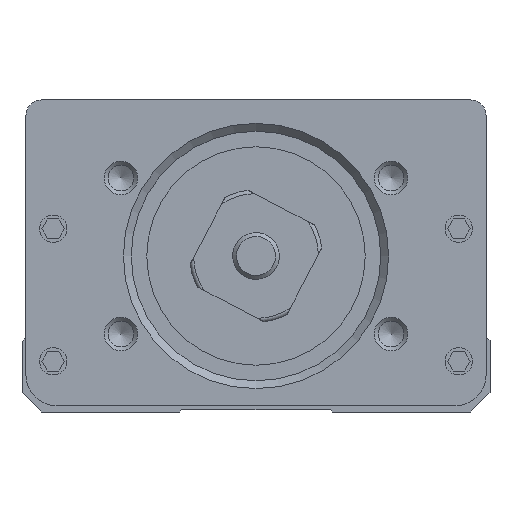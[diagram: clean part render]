
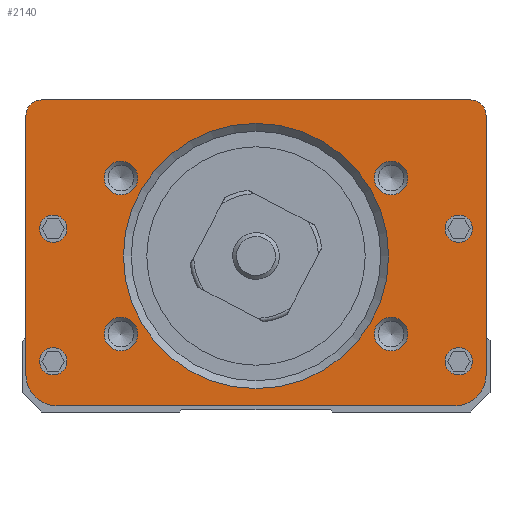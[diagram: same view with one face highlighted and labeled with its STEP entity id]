
A CAD part, front view. The second image highlights one B-rep face of the part: STEP entity #2140.
In plain terms, the highlighted face is planar.
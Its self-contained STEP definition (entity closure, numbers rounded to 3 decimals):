
#604=FACE_BOUND('',#4499,.T.);
#605=FACE_BOUND('',#4500,.T.);
#606=FACE_BOUND('',#4501,.T.);
#607=FACE_BOUND('',#4502,.T.);
#608=FACE_BOUND('',#4503,.T.);
#609=FACE_BOUND('',#4504,.T.);
#610=FACE_BOUND('',#4505,.T.);
#611=FACE_BOUND('',#4506,.T.);
#612=FACE_BOUND('',#4507,.T.);
#613=FACE_BOUND('',#4508,.T.);
#1451=CIRCLE('',#17111,4.);
#1453=CIRCLE('',#17115,4.);
#1464=CIRCLE('',#17139,2.);
#1465=CIRCLE('',#17141,2.);
#1467=CIRCLE('',#17145,2.15);
#1468=CIRCLE('',#17146,2.15);
#1469=CIRCLE('',#17147,2.15);
#1470=CIRCLE('',#17148,2.15);
#1471=CIRCLE('',#17149,17.);
#1472=CIRCLE('',#17150,1.75);
#1473=CIRCLE('',#17151,1.75);
#1474=CIRCLE('',#17152,1.75);
#1475=CIRCLE('',#17153,1.75);
#2140=ADVANCED_FACE('',(#604,#605,#606,#607,#608,#609,#610,#611,#612,#613),
#2959,.F.);
#2959=PLANE('',#17154);
#4499=EDGE_LOOP('',(#7166));
#4500=EDGE_LOOP('',(#7167));
#4501=EDGE_LOOP('',(#7168));
#4502=EDGE_LOOP('',(#7169));
#4503=EDGE_LOOP('',(#7170));
#4504=EDGE_LOOP('',(#7171));
#4505=EDGE_LOOP('',(#7172));
#4506=EDGE_LOOP('',(#7173));
#4507=EDGE_LOOP('',(#7174));
#4508=EDGE_LOOP('',(#7175,#7176,#7177,#7178,#7179,#7180,#7181,#7182));
#7166=ORIENTED_EDGE('',*,*,#12314,.T.);
#7167=ORIENTED_EDGE('',*,*,#12315,.T.);
#7168=ORIENTED_EDGE('',*,*,#12316,.T.);
#7169=ORIENTED_EDGE('',*,*,#12317,.T.);
#7170=ORIENTED_EDGE('',*,*,#12318,.T.);
#7171=ORIENTED_EDGE('',*,*,#12319,.T.);
#7172=ORIENTED_EDGE('',*,*,#12320,.T.);
#7173=ORIENTED_EDGE('',*,*,#12321,.T.);
#7174=ORIENTED_EDGE('',*,*,#12322,.T.);
#7175=ORIENTED_EDGE('',*,*,#12297,.F.);
#7176=ORIENTED_EDGE('',*,*,#12251,.F.);
#7177=ORIENTED_EDGE('',*,*,#12272,.F.);
#7178=ORIENTED_EDGE('',*,*,#12312,.F.);
#7179=ORIENTED_EDGE('',*,*,#12207,.F.);
#7180=ORIENTED_EDGE('',*,*,#12311,.F.);
#7181=ORIENTED_EDGE('',*,*,#12270,.F.);
#7182=ORIENTED_EDGE('',*,*,#12259,.F.);
#10420=VERTEX_POINT('',#24903);
#10421=VERTEX_POINT('',#24905);
#10461=VERTEX_POINT('',#24991);
#10462=VERTEX_POINT('',#24993);
#10469=VERTEX_POINT('',#25009);
#10470=VERTEX_POINT('',#25011);
#10475=VERTEX_POINT('',#25024);
#10479=VERTEX_POINT('',#25035);
#10504=VERTEX_POINT('',#25116);
#10505=VERTEX_POINT('',#25118);
#10506=VERTEX_POINT('',#25120);
#10507=VERTEX_POINT('',#25122);
#10508=VERTEX_POINT('',#25124);
#10509=VERTEX_POINT('',#25126);
#10510=VERTEX_POINT('',#25128);
#10511=VERTEX_POINT('',#25130);
#10512=VERTEX_POINT('',#25132);
#12207=EDGE_CURVE('',#10420,#10421,#14105,.T.);
#12251=EDGE_CURVE('',#10461,#10462,#1451,.T.);
#12259=EDGE_CURVE('',#10469,#10470,#1453,.T.);
#12270=EDGE_CURVE('',#10470,#10475,#14151,.T.);
#12272=EDGE_CURVE('',#10479,#10461,#14153,.T.);
#12297=EDGE_CURVE('',#10462,#10469,#14173,.T.);
#12311=EDGE_CURVE('',#10475,#10420,#1464,.T.);
#12312=EDGE_CURVE('',#10421,#10479,#1465,.T.);
#12314=EDGE_CURVE('',#10504,#10504,#1467,.T.);
#12315=EDGE_CURVE('',#10505,#10505,#1468,.T.);
#12316=EDGE_CURVE('',#10506,#10506,#1469,.T.);
#12317=EDGE_CURVE('',#10507,#10507,#1470,.T.);
#12318=EDGE_CURVE('',#10508,#10508,#1471,.T.);
#12319=EDGE_CURVE('',#10509,#10509,#1472,.T.);
#12320=EDGE_CURVE('',#10510,#10510,#1473,.T.);
#12321=EDGE_CURVE('',#10511,#10511,#1474,.T.);
#12322=EDGE_CURVE('',#10512,#10512,#1475,.T.);
#14105=LINE('',#24904,#15592);
#14151=LINE('',#25032,#15638);
#14153=LINE('',#25036,#15640);
#14173=LINE('',#25086,#15660);
#15592=VECTOR('',#19879,1.);
#15638=VECTOR('',#19973,1.);
#15640=VECTOR('',#19977,1.);
#15660=VECTOR('',#20023,1.);
#17111=AXIS2_PLACEMENT_3D('',#24992,#19943,#19944);
#17115=AXIS2_PLACEMENT_3D('',#25010,#19957,#19958);
#17139=AXIS2_PLACEMENT_3D('',#25109,#20046,#20047);
#17141=AXIS2_PLACEMENT_3D('',#25111,#20050,#20051);
#17145=AXIS2_PLACEMENT_3D('',#25115,#20058,#20059);
#17146=AXIS2_PLACEMENT_3D('',#25117,#20060,#20061);
#17147=AXIS2_PLACEMENT_3D('',#25119,#20062,#20063);
#17148=AXIS2_PLACEMENT_3D('',#25121,#20064,#20065);
#17149=AXIS2_PLACEMENT_3D('',#25123,#20066,#20067);
#17150=AXIS2_PLACEMENT_3D('',#25125,#20068,#20069);
#17151=AXIS2_PLACEMENT_3D('',#25127,#20070,#20071);
#17152=AXIS2_PLACEMENT_3D('',#25129,#20072,#20073);
#17153=AXIS2_PLACEMENT_3D('',#25131,#20074,#20075);
#17154=AXIS2_PLACEMENT_3D('',#25133,#20076,#20077);
#19879=DIRECTION('',(1.,0.,0.));
#19943=DIRECTION('',(0.,1.,0.));
#19944=DIRECTION('',(1.,0.,0.));
#19957=DIRECTION('',(0.,1.,0.));
#19958=DIRECTION('',(1.,0.,0.));
#19973=DIRECTION('',(0.,0.,1.));
#19977=DIRECTION('',(0.,0.,-1.));
#20023=DIRECTION('',(-1.,0.,0.));
#20046=DIRECTION('',(0.,1.,0.));
#20047=DIRECTION('',(0.,0.,1.));
#20050=DIRECTION('',(0.,1.,0.));
#20051=DIRECTION('',(0.,0.,1.));
#20058=DIRECTION('',(0.,1.,0.));
#20059=DIRECTION('',(0.,0.,1.));
#20060=DIRECTION('',(0.,1.,0.));
#20061=DIRECTION('',(0.,0.,1.));
#20062=DIRECTION('',(0.,1.,0.));
#20063=DIRECTION('',(0.,0.,1.));
#20064=DIRECTION('',(0.,1.,0.));
#20065=DIRECTION('',(0.,0.,1.));
#20066=DIRECTION('',(0.,1.,0.));
#20067=DIRECTION('',(0.,0.,1.));
#20068=DIRECTION('',(0.,1.,0.));
#20069=DIRECTION('',(0.,0.,1.));
#20070=DIRECTION('',(0.,1.,0.));
#20071=DIRECTION('',(0.,0.,1.));
#20072=DIRECTION('',(0.,1.,0.));
#20073=DIRECTION('',(0.,0.,1.));
#20074=DIRECTION('',(0.,1.,0.));
#20075=DIRECTION('',(0.,0.,1.));
#20076=DIRECTION('',(0.,1.,0.));
#20077=DIRECTION('',(0.,0.,-1.));
#24903=CARTESIAN_POINT('',(-27.5,-130.762,38.));
#24904=CARTESIAN_POINT('',(-25.5,-130.762,38.));
#24905=CARTESIAN_POINT('',(27.5,-130.762,38.));
#24991=CARTESIAN_POINT('',(29.5,-130.762,2.8));
#24992=CARTESIAN_POINT('',(25.5,-130.762,2.8));
#24993=CARTESIAN_POINT('',(25.5,-130.762,-1.2));
#25009=CARTESIAN_POINT('',(-25.5,-130.762,-1.2));
#25010=CARTESIAN_POINT('',(-25.5,-130.762,2.8));
#25011=CARTESIAN_POINT('',(-29.5,-130.762,2.8));
#25024=CARTESIAN_POINT('',(-29.5,-130.762,36.));
#25032=CARTESIAN_POINT('',(-29.5,-130.762,2.8));
#25035=CARTESIAN_POINT('',(29.5,-130.762,36.));
#25036=CARTESIAN_POINT('',(29.5,-130.762,39.));
#25086=CARTESIAN_POINT('',(25.5,-130.762,-1.2));
#25109=CARTESIAN_POINT('',(-27.5,-130.762,36.));
#25111=CARTESIAN_POINT('',(27.5,-130.762,36.));
#25115=CARTESIAN_POINT('',(-17.321,-130.762,28.));
#25116=CARTESIAN_POINT('',(-17.321,-130.762,30.15));
#25117=CARTESIAN_POINT('',(17.321,-130.762,8.));
#25118=CARTESIAN_POINT('',(17.321,-130.762,10.15));
#25119=CARTESIAN_POINT('',(17.321,-130.762,28.));
#25120=CARTESIAN_POINT('',(17.321,-130.762,30.15));
#25121=CARTESIAN_POINT('',(-17.321,-130.762,8.));
#25122=CARTESIAN_POINT('',(-17.321,-130.762,10.15));
#25123=CARTESIAN_POINT('',(0.,-130.762,18.));
#25124=CARTESIAN_POINT('',(0.,-130.762,35.));
#25125=CARTESIAN_POINT('',(-26.,-130.762,21.5));
#25126=CARTESIAN_POINT('',(-26.,-130.762,23.25));
#25127=CARTESIAN_POINT('',(-26.,-130.762,4.5));
#25128=CARTESIAN_POINT('',(-26.,-130.762,6.25));
#25129=CARTESIAN_POINT('',(26.,-130.762,4.5));
#25130=CARTESIAN_POINT('',(26.,-130.762,6.25));
#25131=CARTESIAN_POINT('',(26.,-130.762,21.5));
#25132=CARTESIAN_POINT('',(26.,-130.762,23.25));
#25133=CARTESIAN_POINT('',(-25.5,-130.762,2.8));
